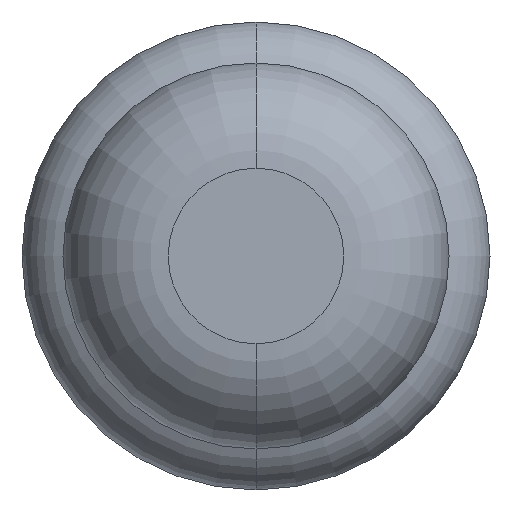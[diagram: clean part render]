
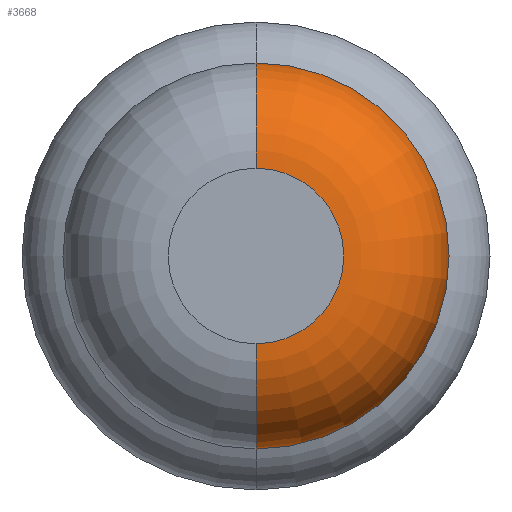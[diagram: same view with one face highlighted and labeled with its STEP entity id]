
A CAD part, front view. The second image highlights one B-rep face of the part: STEP entity #3668.
In plain terms, the highlighted toroidal (fillet/blend) face has major radius 0.375 mm and minor radius 0.45 mm.
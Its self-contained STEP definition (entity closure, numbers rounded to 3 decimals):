
#24 = FACE_OUTER_BOUND ( 'NONE', #418, .T. ) ;
#154 = CARTESIAN_POINT ( 'NONE',  ( 0., -26.95, -0.375 ) ) ;
#197 = DIRECTION ( 'NONE',  ( 0., 1., 0. ) ) ;
#318 = CIRCLE ( 'NONE', #1272, 0.45 ) ;
#418 = EDGE_LOOP ( 'NONE', ( #3583, #925, #2339, #1222 ) ) ;
#545 = EDGE_CURVE ( 'NONE', #2209, #2508, #318, .T. ) ;
#701 = CIRCLE ( 'NONE', #3446, 0.825 ) ;
#925 = ORIENTED_EDGE ( 'NONE', *, *, #1242, .T. ) ;
#928 = EDGE_CURVE ( 'Defeature ausgef�hrt1_9+Defeature ausgef�hrt1_8+Defeature ausgef�hrt1_8+Defeature ausgef�hrt1_8', #2508, #3679, #701, .T. ) ;
#973 = CARTESIAN_POINT ( 'NONE',  ( 0., -27.4, -0.375 ) ) ;
#1098 = AXIS2_PLACEMENT_3D ( 'NONE', #2885, #197, #2896 ) ;
#1222 = ORIENTED_EDGE ( 'NONE', *, *, #545, .F. ) ;
#1242 = EDGE_CURVE ( 'NONE', #3876, #3679, #1592, .T. ) ;
#1264 = TOROIDAL_SURFACE ( 'NONE', #1098, 0.375, 0.45 ) ;
#1272 = AXIS2_PLACEMENT_3D ( 'NONE', #1361, #3468, #1650 ) ;
#1361 = CARTESIAN_POINT ( 'NONE',  ( 0., -26.95, 0.375 ) ) ;
#1375 = DIRECTION ( 'NONE',  ( 0., 0., -1. ) ) ;
#1497 = CIRCLE ( 'NONE', #1817, 0.375 ) ;
#1539 = DIRECTION ( 'NONE',  ( 0., 1., 0. ) ) ;
#1592 = CIRCLE ( 'NONE', #2810, 0.45 ) ;
#1650 = DIRECTION ( 'NONE',  ( 0., 0., 1. ) ) ;
#1734 = DIRECTION ( 'NONE',  ( 0., 1., 0. ) ) ;
#1817 = AXIS2_PLACEMENT_3D ( 'NONE', #3810, #1734, #1986 ) ;
#1851 = CARTESIAN_POINT ( 'NONE',  ( 0., -26.95, 0. ) ) ;
#1986 = DIRECTION ( 'NONE',  ( 0., 0., 1. ) ) ;
#2209 = VERTEX_POINT ( 'NONE', #3780 ) ;
#2255 = DIRECTION ( 'NONE',  ( 1., 0., 0. ) ) ;
#2339 = ORIENTED_EDGE ( 'NONE', *, *, #928, .F. ) ;
#2353 = CARTESIAN_POINT ( 'NONE',  ( 0., -26.95, -0.825 ) ) ;
#2508 = VERTEX_POINT ( 'NONE', #3472 ) ;
#2628 = EDGE_CURVE ( 'Defeature ausgef�hrt1_8+Defeature ausgef�hrt1_7+Defeature ausgef�hrt1_7+Defeature ausgef�hrt1_7', #2209, #3876, #1497, .T. ) ;
#2810 = AXIS2_PLACEMENT_3D ( 'NONE', #154, #2255, #1375 ) ;
#2885 = CARTESIAN_POINT ( 'NONE',  ( 0., -26.95, 0. ) ) ;
#2896 = DIRECTION ( 'NONE',  ( 0., 0., 1. ) ) ;
#3396 = DIRECTION ( 'NONE',  ( 0., 0., 1. ) ) ;
#3446 = AXIS2_PLACEMENT_3D ( 'NONE', #1851, #1539, #3396 ) ;
#3468 = DIRECTION ( 'NONE',  ( -1., 0., 0. ) ) ;
#3472 = CARTESIAN_POINT ( 'NONE',  ( 0., -26.95, 0.825 ) ) ;
#3583 = ORIENTED_EDGE ( 'NONE', *, *, #2628, .T. ) ;
#3668 = ADVANCED_FACE ( 'Defeature ausgef�hrt1_8', ( #24 ), #1264, .T. ) ;
#3679 = VERTEX_POINT ( 'NONE', #2353 ) ;
#3780 = CARTESIAN_POINT ( 'NONE',  ( 0., -27.4, 0.375 ) ) ;
#3810 = CARTESIAN_POINT ( 'NONE',  ( 0., -27.4, 0. ) ) ;
#3876 = VERTEX_POINT ( 'NONE', #973 ) ;
